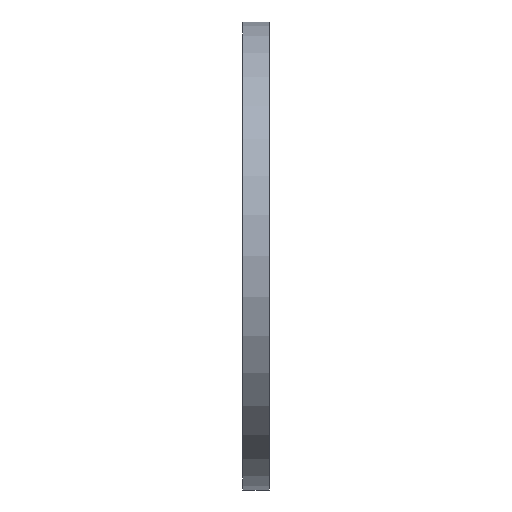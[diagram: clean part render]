
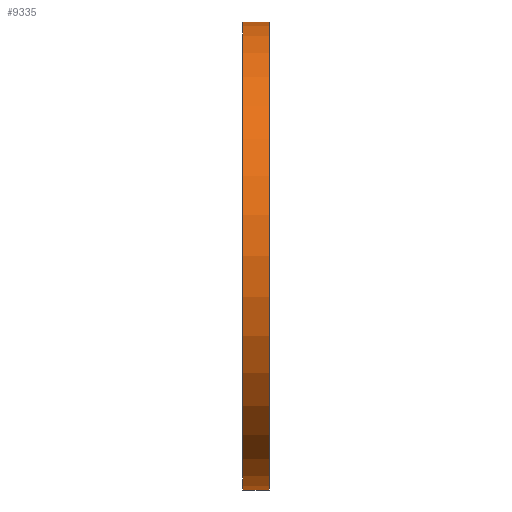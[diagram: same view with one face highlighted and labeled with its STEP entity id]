
A CAD part, left-side view. The second image highlights one B-rep face of the part: STEP entity #9335.
In plain terms, the highlighted cylindrical face has radius 35 mm (diameter 70 mm), a partial arc.
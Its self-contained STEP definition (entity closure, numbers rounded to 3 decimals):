
#725 = CARTESIAN_POINT ( 'NONE',  ( 0., 0., -35. ) ) ;
#770 = CIRCLE ( 'NONE', #13783, 35. ) ;
#908 = LINE ( 'NONE', #9233, #8644 ) ;
#1316 = EDGE_CURVE ( 'NONE', #12550, #9889, #770, .T. ) ;
#1695 = LINE ( 'NONE', #11416, #7313 ) ;
#1698 = CARTESIAN_POINT ( 'NONE',  ( 0., 4., 0. ) ) ;
#2725 = DIRECTION ( 'NONE',  ( 0., 1., 0. ) ) ;
#2773 = CARTESIAN_POINT ( 'NONE',  ( 0., 4., -35. ) ) ;
#3003 = EDGE_CURVE ( 'NONE', #10287, #12550, #908, .T. ) ;
#3174 = CARTESIAN_POINT ( 'NONE',  ( 0., 4., 35. ) ) ;
#3405 = DIRECTION ( 'NONE',  ( 0., -1., 0. ) ) ;
#3745 = DIRECTION ( 'NONE',  ( 0., 0., 1. ) ) ;
#4485 = CYLINDRICAL_SURFACE ( 'NONE', #5515, 35. ) ;
#4857 = DIRECTION ( 'NONE',  ( 0., -1., 0. ) ) ;
#5515 = AXIS2_PLACEMENT_3D ( 'NONE', #9086, #3405, #5735 ) ;
#5735 = DIRECTION ( 'NONE',  ( 0., 0., -1. ) ) ;
#5827 = DIRECTION ( 'NONE',  ( 0., 1., 0. ) ) ;
#6590 = FACE_OUTER_BOUND ( 'NONE', #9365, .T. ) ;
#6954 = DIRECTION ( 'NONE',  ( 0., 0., 1. ) ) ;
#7313 = VECTOR ( 'NONE', #11364, 1000. ) ;
#8498 = ORIENTED_EDGE ( 'NONE', *, *, #10235, .F. ) ;
#8644 = VECTOR ( 'NONE', #4857, 1000. ) ;
#8851 = ORIENTED_EDGE ( 'NONE', *, *, #1316, .T. ) ;
#8923 = ORIENTED_EDGE ( 'NONE', *, *, #3003, .T. ) ;
#9086 = CARTESIAN_POINT ( 'NONE',  ( 0., 4., 0. ) ) ;
#9233 = CARTESIAN_POINT ( 'NONE',  ( 0., 4., -35. ) ) ;
#9335 = ADVANCED_FACE ( 'NONE', ( #6590 ), #4485, .T. ) ;
#9365 = EDGE_LOOP ( 'NONE', ( #11940, #8498, #8923, #8851 ) ) ;
#9889 = VERTEX_POINT ( 'NONE', #14269 ) ;
#10235 = EDGE_CURVE ( 'NONE', #10287, #10965, #12237, .T. ) ;
#10287 = VERTEX_POINT ( 'NONE', #2773 ) ;
#10642 = AXIS2_PLACEMENT_3D ( 'NONE', #1698, #2725, #3745 ) ;
#10965 = VERTEX_POINT ( 'NONE', #3174 ) ;
#11364 = DIRECTION ( 'NONE',  ( 0., -1., 0. ) ) ;
#11416 = CARTESIAN_POINT ( 'NONE',  ( 0., 4., 35. ) ) ;
#11940 = ORIENTED_EDGE ( 'NONE', *, *, #14013, .F. ) ;
#12237 = CIRCLE ( 'NONE', #10642, 35. ) ;
#12550 = VERTEX_POINT ( 'NONE', #725 ) ;
#12580 = CARTESIAN_POINT ( 'NONE',  ( 0., 0., 0. ) ) ;
#13783 = AXIS2_PLACEMENT_3D ( 'NONE', #12580, #5827, #6954 ) ;
#14013 = EDGE_CURVE ( 'NONE', #10965, #9889, #1695, .T. ) ;
#14269 = CARTESIAN_POINT ( 'NONE',  ( 0., 0., 35. ) ) ;
